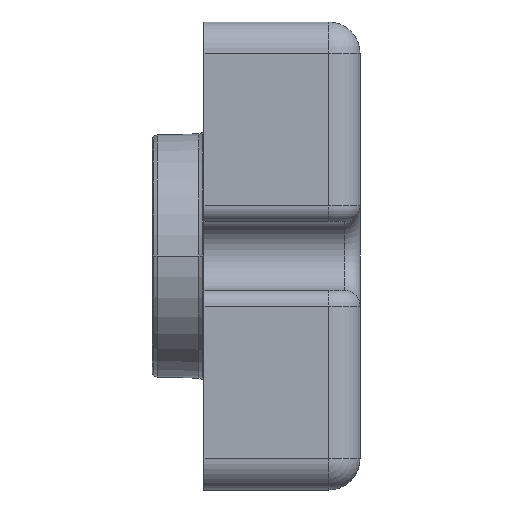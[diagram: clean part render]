
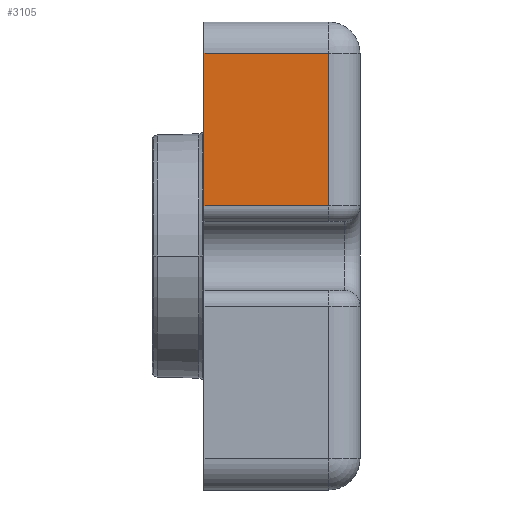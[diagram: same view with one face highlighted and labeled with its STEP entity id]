
A CAD part, left-side view. The second image highlights one B-rep face of the part: STEP entity #3105.
In plain terms, the highlighted planar face has unit normal (-1, 0, 0).
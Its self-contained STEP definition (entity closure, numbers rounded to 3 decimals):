
#15 = VECTOR ( 'NONE', #857, 1000. ) ;
#96 = LINE ( 'NONE', #577, #2803 ) ;
#457 = CARTESIAN_POINT ( 'NONE',  ( -45., -12., 4.81 ) ) ;
#577 = CARTESIAN_POINT ( 'NONE',  ( -45., 0., 19.5 ) ) ;
#832 = EDGE_CURVE ( 'NONE', #1655, #1973, #2324, .T. ) ;
#841 = CARTESIAN_POINT ( 'NONE',  ( -45., 0., 4.81 ) ) ;
#857 = DIRECTION ( 'NONE',  ( 0., 1., 0. ) ) ;
#939 = DIRECTION ( 'NONE',  ( -1., 0., 0. ) ) ;
#1049 = EDGE_CURVE ( 'NONE', #1296, #2945, #1474, .T. ) ;
#1296 = VERTEX_POINT ( 'NONE', #2914 ) ;
#1441 = EDGE_CURVE ( 'NONE', #1296, #1655, #96, .T. ) ;
#1463 = EDGE_CURVE ( 'NONE', #1973, #2945, #1699, .T. ) ;
#1474 = LINE ( 'NONE', #3009, #2944 ) ;
#1655 = VERTEX_POINT ( 'NONE', #2164 ) ;
#1699 = LINE ( 'NONE', #1874, #15 ) ;
#1713 = VECTOR ( 'NONE', #2102, 1000. ) ;
#1729 = ORIENTED_EDGE ( 'NONE', *, *, #1463, .F. ) ;
#1874 = CARTESIAN_POINT ( 'NONE',  ( -45., -6., 4.81 ) ) ;
#1973 = VERTEX_POINT ( 'NONE', #457 ) ;
#1975 = CARTESIAN_POINT ( 'NONE',  ( -45., 0., -19.5 ) ) ;
#2102 = DIRECTION ( 'NONE',  ( 0., 0., -1. ) ) ;
#2164 = CARTESIAN_POINT ( 'NONE',  ( -45., -12., 19.5 ) ) ;
#2258 = PLANE ( 'NONE',  #3158 ) ;
#2273 = EDGE_LOOP ( 'NONE', ( #1729, #2452, #2314, #2425 ) ) ;
#2314 = ORIENTED_EDGE ( 'NONE', *, *, #1441, .F. ) ;
#2324 = LINE ( 'NONE', #3070, #1713 ) ;
#2425 = ORIENTED_EDGE ( 'NONE', *, *, #1049, .T. ) ;
#2452 = ORIENTED_EDGE ( 'NONE', *, *, #832, .F. ) ;
#2509 = DIRECTION ( 'NONE',  ( 0., 0., -1. ) ) ;
#2514 = DIRECTION ( 'NONE',  ( 0., 0., -1. ) ) ;
#2655 = DIRECTION ( 'NONE',  ( 0., -1., 0. ) ) ;
#2803 = VECTOR ( 'NONE', #2655, 1000. ) ;
#2914 = CARTESIAN_POINT ( 'NONE',  ( -45., 0., 19.5 ) ) ;
#2944 = VECTOR ( 'NONE', #2509, 1000. ) ;
#2945 = VERTEX_POINT ( 'NONE', #841 ) ;
#3009 = CARTESIAN_POINT ( 'NONE',  ( -45., 0., 19.5 ) ) ;
#3070 = CARTESIAN_POINT ( 'NONE',  ( -45., -12., 11.405 ) ) ;
#3105 = ADVANCED_FACE ( 'NONE', ( #3228 ), #2258, .T. ) ;
#3158 = AXIS2_PLACEMENT_3D ( 'NONE', #1975, #939, #2514 ) ;
#3228 = FACE_OUTER_BOUND ( 'NONE', #2273, .T. ) ;
